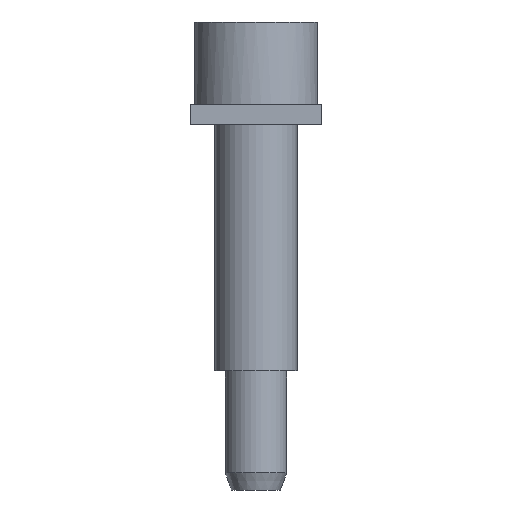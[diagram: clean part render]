
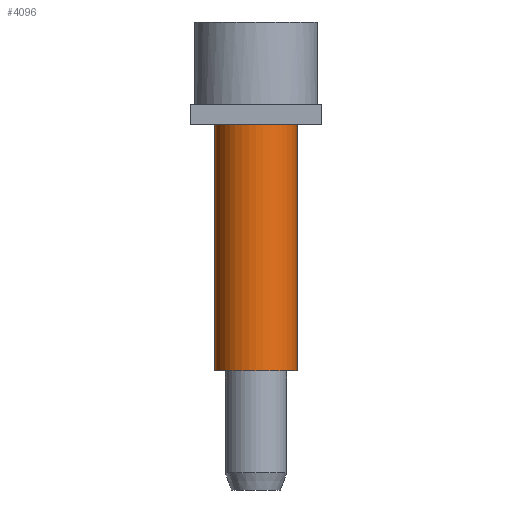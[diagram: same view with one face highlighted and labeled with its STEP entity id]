
A CAD part, left-side view. The second image highlights one B-rep face of the part: STEP entity #4096.
In plain terms, the highlighted cylindrical face has radius 2 mm (diameter 4 mm), a full revolution.
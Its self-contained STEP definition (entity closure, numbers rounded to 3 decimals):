
#60=CYLINDRICAL_SURFACE('',#4418,2.);
#253=CIRCLE('',#4387,2.);
#263=CIRCLE('',#4419,2.);
#883=ORIENTED_EDGE('',*,*,#1332,.T.);
#884=ORIENTED_EDGE('',*,*,#1296,.F.);
#1296=EDGE_CURVE('',#1586,#1586,#253,.T.);
#1332=EDGE_CURVE('',#1600,#1600,#263,.T.);
#1586=VERTEX_POINT('',#6948);
#1600=VERTEX_POINT('',#7020);
#2206=EDGE_LOOP('',(#883));
#2207=EDGE_LOOP('',(#884));
#2479=FACE_BOUND('',#2206,.T.);
#2480=FACE_BOUND('',#2207,.T.);
#4096=ADVANCED_FACE('',(#2479,#2480),#60,.T.);
#4387=AXIS2_PLACEMENT_3D('',#6947,#5130,#5131);
#4418=AXIS2_PLACEMENT_3D('',#7018,#5218,#5219);
#4419=AXIS2_PLACEMENT_3D('',#7019,#5220,#5221);
#5130=DIRECTION('',(0.,0.,-1.));
#5131=DIRECTION('',(-1.,0.,0.));
#5218=DIRECTION('',(0.,0.,-1.));
#5219=DIRECTION('',(-1.,0.,0.));
#5220=DIRECTION('',(0.,0.,-1.));
#5221=DIRECTION('',(-1.,0.,0.));
#6947=CARTESIAN_POINT('',(0.,0.,-13.));
#6948=CARTESIAN_POINT('',(-2.,0.,-13.));
#7018=CARTESIAN_POINT('',(0.,0.,-1.));
#7019=CARTESIAN_POINT('',(0.,0.,-1.));
#7020=CARTESIAN_POINT('',(-2.,0.,-1.));
